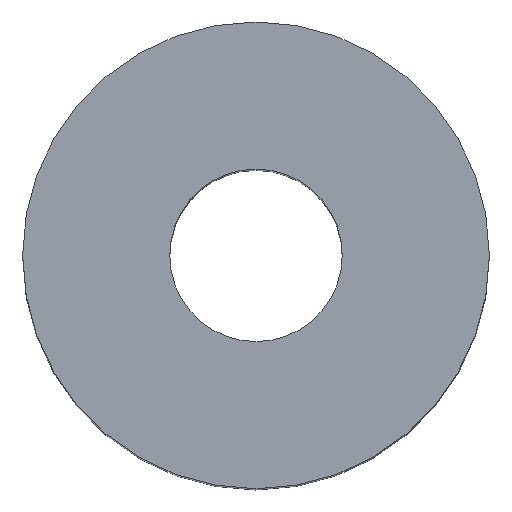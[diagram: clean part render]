
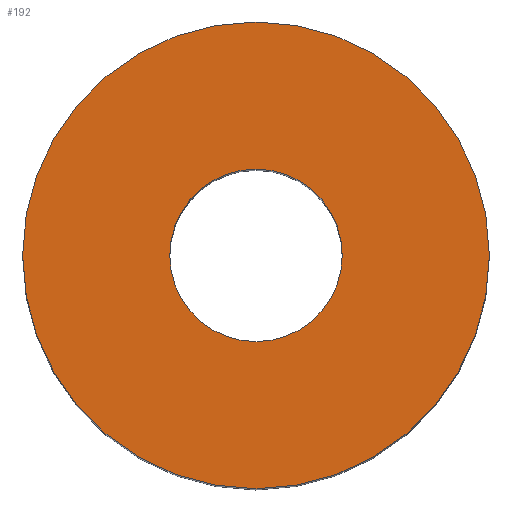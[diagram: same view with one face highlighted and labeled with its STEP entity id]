
A CAD part, top view. The second image highlights one B-rep face of the part: STEP entity #192.
In plain terms, the highlighted planar face has unit normal (0, 0, 1).
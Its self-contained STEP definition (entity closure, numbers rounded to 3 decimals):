
#5 = CARTESIAN_POINT ( 'NONE',  ( 4.25, 0., 36. ) ) ;
#7 = VERTEX_POINT ( 'NONE', #44 ) ;
#14 = DIRECTION ( 'NONE',  ( 1., 0., 0. ) ) ;
#29 = DIRECTION ( 'NONE',  ( 0., 0., 1. ) ) ;
#30 = CARTESIAN_POINT ( 'NONE',  ( 0., 0., 36. ) ) ;
#34 = EDGE_CURVE ( 'NONE', #155, #174, #71, .T. ) ;
#44 = CARTESIAN_POINT ( 'NONE',  ( -4.25, 0., 36. ) ) ;
#48 = EDGE_CURVE ( 'NONE', #114, #7, #55, .T. ) ;
#49 = EDGE_CURVE ( 'NONE', #174, #155, #123, .T. ) ;
#51 = DIRECTION ( 'NONE',  ( 0., 0., 1. ) ) ;
#55 = CIRCLE ( 'NONE', #166, 4.25 ) ;
#60 = CARTESIAN_POINT ( 'NONE',  ( 0., 0., 36. ) ) ;
#62 = CARTESIAN_POINT ( 'NONE',  ( 0., 0., 36. ) ) ;
#71 = CIRCLE ( 'NONE', #72, 11.5 ) ;
#72 = AXIS2_PLACEMENT_3D ( 'NONE', #62, #29, #184 ) ;
#80 = DIRECTION ( 'NONE',  ( 0., 0., 1. ) ) ;
#81 = DIRECTION ( 'NONE',  ( 1., 0., 0. ) ) ;
#84 = AXIS2_PLACEMENT_3D ( 'NONE', #30, #51, #14 ) ;
#87 = CIRCLE ( 'NONE', #84, 4.25 ) ;
#89 = CARTESIAN_POINT ( 'NONE',  ( -11.5, 0., 36. ) ) ;
#91 = EDGE_CURVE ( 'NONE', #7, #114, #87, .T. ) ;
#94 = ORIENTED_EDGE ( 'NONE', *, *, #34, .T. ) ;
#98 = DIRECTION ( 'NONE',  ( 1., 0., 0. ) ) ;
#104 = FACE_BOUND ( 'NONE', #186, .T. ) ;
#107 = ORIENTED_EDGE ( 'NONE', *, *, #49, .T. ) ;
#110 = DIRECTION ( 'NONE',  ( 1., 0., 0. ) ) ;
#112 = DIRECTION ( 'NONE',  ( 0., 0., 1. ) ) ;
#113 = AXIS2_PLACEMENT_3D ( 'NONE', #191, #142, #110 ) ;
#114 = VERTEX_POINT ( 'NONE', #5 ) ;
#123 = CIRCLE ( 'NONE', #187, 11.5 ) ;
#129 = ORIENTED_EDGE ( 'NONE', *, *, #48, .F. ) ;
#139 = FACE_OUTER_BOUND ( 'NONE', #212, .T. ) ;
#142 = DIRECTION ( 'NONE',  ( 0., 0., 1. ) ) ;
#144 = PLANE ( 'NONE',  #113 ) ;
#155 = VERTEX_POINT ( 'NONE', #89 ) ;
#166 = AXIS2_PLACEMENT_3D ( 'NONE', #197, #80, #98 ) ;
#173 = ORIENTED_EDGE ( 'NONE', *, *, #91, .F. ) ;
#174 = VERTEX_POINT ( 'NONE', #201 ) ;
#184 = DIRECTION ( 'NONE',  ( 1., 0., 0. ) ) ;
#186 = EDGE_LOOP ( 'NONE', ( #173, #129 ) ) ;
#187 = AXIS2_PLACEMENT_3D ( 'NONE', #60, #112, #81 ) ;
#191 = CARTESIAN_POINT ( 'NONE',  ( 0., 0., 36. ) ) ;
#192 = ADVANCED_FACE ( 'NONE', ( #139, #104 ), #144, .T. ) ;
#197 = CARTESIAN_POINT ( 'NONE',  ( 0., 0., 36. ) ) ;
#201 = CARTESIAN_POINT ( 'NONE',  ( 11.5, 0., 36. ) ) ;
#212 = EDGE_LOOP ( 'NONE', ( #94, #107 ) ) ;
